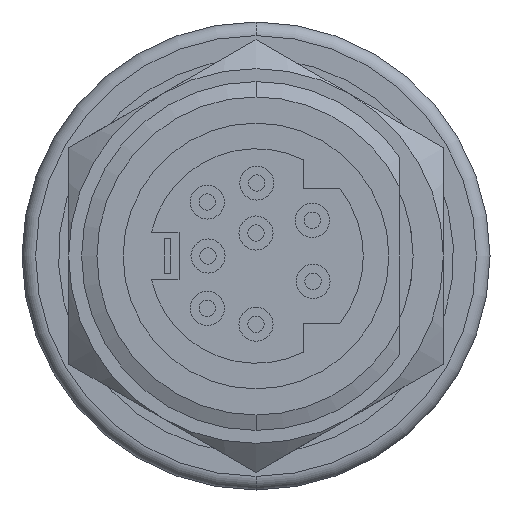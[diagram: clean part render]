
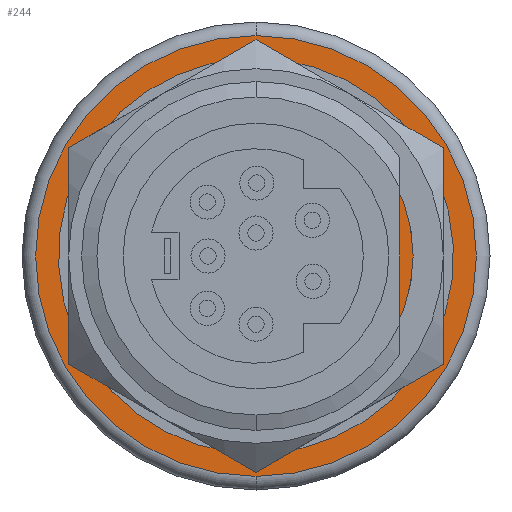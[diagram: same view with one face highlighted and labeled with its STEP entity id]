
A CAD part, front view. The second image highlights one B-rep face of the part: STEP entity #244.
In plain terms, the highlighted planar face has unit normal (0, -1, 0).
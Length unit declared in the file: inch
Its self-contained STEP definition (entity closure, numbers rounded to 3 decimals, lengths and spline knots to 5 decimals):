
#54 = VERTEX_POINT ( 'NONE', #9926 ) ;
#244 = ADVANCED_FACE ( 'NONE', ( #20829, #17339 ), #13114, .T. ) ;
#1162 = VERTEX_POINT ( 'NONE', #9737 ) ;
#1550 = CARTESIAN_POINT ( 'NONE',  ( 0., 0.4531, 0.25564 ) ) ;
#1969 = CARTESIAN_POINT ( 'NONE',  ( 0., 0.4531, 0. ) ) ;
#2279 = CARTESIAN_POINT ( 'NONE',  ( 0., 0.4531, -0.25564 ) ) ;
#3366 = AXIS2_PLACEMENT_3D ( 'NONE', #15816, #4097, #10825 ) ;
#3716 = EDGE_LOOP ( 'NONE', ( #20459, #15152, #18544, #14220 ) ) ;
#3882 = CARTESIAN_POINT ( 'NONE',  ( 0., 0.4531, 0. ) ) ;
#4097 = DIRECTION ( 'NONE',  ( 0., 1., 0. ) ) ;
#4144 = EDGE_CURVE ( 'NONE', #1162, #21089, #15622, .T. ) ;
#4546 = DIRECTION ( 'NONE',  ( 0., 0., -1. ) ) ;
#4589 = EDGE_CURVE ( 'NONE', #9602, #9427, #15853, .T. ) ;
#5193 = CARTESIAN_POINT ( 'NONE',  ( 0., 0.4531, 0. ) ) ;
#6361 = DIRECTION ( 'NONE',  ( 0., 0., -1. ) ) ;
#6894 = ORIENTED_EDGE ( 'NONE', *, *, #4144, .T. ) ;
#7141 = AXIS2_PLACEMENT_3D ( 'NONE', #5193, #11834, #10215 ) ;
#7395 = EDGE_LOOP ( 'NONE', ( #14046, #6894 ) ) ;
#7607 = CIRCLE ( 'NONE', #3366, 0.25564 ) ;
#7918 = CARTESIAN_POINT ( 'NONE',  ( 0.211, 0.4531, 0.14434 ) ) ;
#8919 = VERTEX_POINT ( 'NONE', #2279 ) ;
#9427 = VERTEX_POINT ( 'NONE', #7918 ) ;
#9593 = CIRCLE ( 'NONE', #7141, 0.25564 ) ;
#9602 = VERTEX_POINT ( 'NONE', #1550 ) ;
#9737 = CARTESIAN_POINT ( 'NONE',  ( 0., 0.4531, 0.3235 ) ) ;
#9926 = CARTESIAN_POINT ( 'NONE',  ( 0.211, 0.4531, -0.14434 ) ) ;
#10215 = DIRECTION ( 'NONE',  ( 0., 0., -1. ) ) ;
#10260 = AXIS2_PLACEMENT_3D ( 'NONE', #19738, #11425, #4546 ) ;
#10369 = EDGE_CURVE ( 'NONE', #8919, #9602, #9593, .T. ) ;
#10621 = DIRECTION ( 'NONE',  ( 0., -1., 0. ) ) ;
#10646 = AXIS2_PLACEMENT_3D ( 'NONE', #3882, #10621, #19377 ) ;
#10825 = DIRECTION ( 'NONE',  ( 0., 0., -1. ) ) ;
#10867 = DIRECTION ( 'NONE',  ( 0., 0., -1. ) ) ;
#11425 = DIRECTION ( 'NONE',  ( 0., -1., 0. ) ) ;
#11834 = DIRECTION ( 'NONE',  ( 0., 1., 0. ) ) ;
#12137 = DIRECTION ( 'NONE',  ( 0., -1., 0. ) ) ;
#12360 = DIRECTION ( 'NONE',  ( 0., 0., -1. ) ) ;
#12377 = LINE ( 'NONE', #19474, #20425 ) ;
#13114 = PLANE ( 'NONE',  #10260 ) ;
#13562 = AXIS2_PLACEMENT_3D ( 'NONE', #1969, #12137, #12360 ) ;
#14046 = ORIENTED_EDGE ( 'NONE', *, *, #16439, .T. ) ;
#14220 = ORIENTED_EDGE ( 'NONE', *, *, #4589, .T. ) ;
#15152 = ORIENTED_EDGE ( 'NONE', *, *, #21673, .T. ) ;
#15622 = CIRCLE ( 'NONE', #13562, 0.3235 ) ;
#15816 = CARTESIAN_POINT ( 'NONE',  ( 0., 0.4531, 0. ) ) ;
#15853 = CIRCLE ( 'NONE', #17608, 0.25564 ) ;
#16433 = CARTESIAN_POINT ( 'NONE',  ( 0., 0.4531, 0. ) ) ;
#16439 = EDGE_CURVE ( 'NONE', #21089, #1162, #16689, .T. ) ;
#16689 = CIRCLE ( 'NONE', #10646, 0.3235 ) ;
#17339 = FACE_BOUND ( 'NONE', #3716, .T. ) ;
#17608 = AXIS2_PLACEMENT_3D ( 'NONE', #16433, #18140, #6361 ) ;
#18140 = DIRECTION ( 'NONE',  ( 0., 1., 0. ) ) ;
#18449 = CARTESIAN_POINT ( 'NONE',  ( 0., 0.4531, -0.3235 ) ) ;
#18544 = ORIENTED_EDGE ( 'NONE', *, *, #10369, .T. ) ;
#19377 = DIRECTION ( 'NONE',  ( 0., 0., -1. ) ) ;
#19474 = CARTESIAN_POINT ( 'NONE',  ( 0.211, 0.4531, -0.36369 ) ) ;
#19738 = CARTESIAN_POINT ( 'NONE',  ( 0.2335, 0.4531, 0. ) ) ;
#20425 = VECTOR ( 'NONE', #10867, 39.37008 ) ;
#20459 = ORIENTED_EDGE ( 'NONE', *, *, #22169, .T. ) ;
#20829 = FACE_OUTER_BOUND ( 'NONE', #7395, .T. ) ;
#21089 = VERTEX_POINT ( 'NONE', #18449 ) ;
#21673 = EDGE_CURVE ( 'NONE', #54, #8919, #7607, .T. ) ;
#22169 = EDGE_CURVE ( 'NONE', #9427, #54, #12377, .T. ) ;
